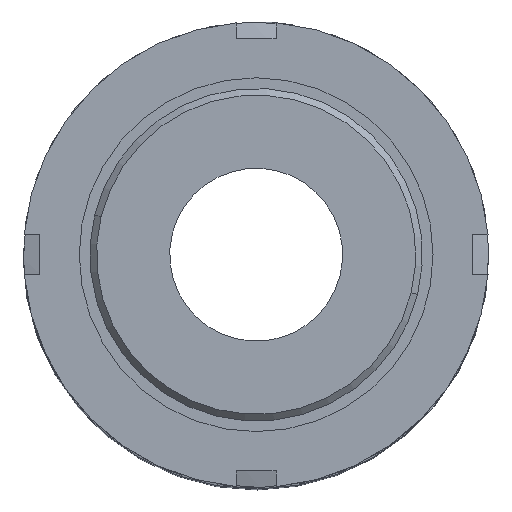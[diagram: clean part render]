
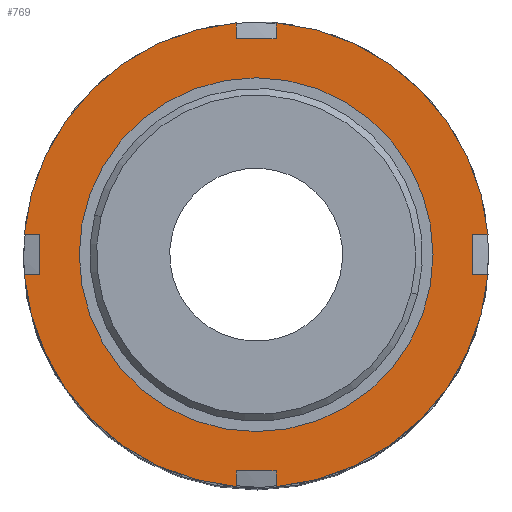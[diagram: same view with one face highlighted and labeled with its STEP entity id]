
A CAD part, front view. The second image highlights one B-rep face of the part: STEP entity #769.
In plain terms, the highlighted planar face has unit normal (0, -1, 0).
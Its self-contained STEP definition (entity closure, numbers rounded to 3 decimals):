
#5 = VECTOR ( 'NONE', #1893, 1000. ) ;
#8 = DIRECTION ( 'NONE',  ( -1., 0., 0. ) ) ;
#16 = CARTESIAN_POINT ( 'NONE',  ( 3., -23.269, 34.871 ) ) ;
#65 = CARTESIAN_POINT ( 'NONE',  ( 0., -23.269, 0. ) ) ;
#101 = CARTESIAN_POINT ( 'NONE',  ( 0., -23.269, 32.5 ) ) ;
#109 = ORIENTED_EDGE ( 'NONE', *, *, #245, .F. ) ;
#117 = CARTESIAN_POINT ( 'NONE',  ( 0., -23.269, 0. ) ) ;
#133 = CARTESIAN_POINT ( 'NONE',  ( -32.5, -23.269, 3. ) ) ;
#180 = LINE ( 'NONE', #1270, #855 ) ;
#195 = CIRCLE ( 'NONE', #447, 35. ) ;
#212 = CARTESIAN_POINT ( 'NONE',  ( 0., -23.269, -32.5 ) ) ;
#217 = DIRECTION ( 'NONE',  ( 0., 0., -1. ) ) ;
#223 = EDGE_LOOP ( 'NONE', ( #1211, #817, #1805, #1171, #1138, #958, #610, #2266, #3227, #2743, #3122, #350, #2736, #109, #869, #1981 ) ) ;
#245 = EDGE_CURVE ( 'NONE', #1229, #1899, #277, .T. ) ;
#253 = CARTESIAN_POINT ( 'NONE',  ( -3., -23.269, -32.5 ) ) ;
#269 = VECTOR ( 'NONE', #3317, 1000. ) ;
#277 = LINE ( 'NONE', #101, #5 ) ;
#316 = DIRECTION ( 'NONE',  ( -1., 0., 0. ) ) ;
#336 = VECTOR ( 'NONE', #2692, 1000. ) ;
#343 = DIRECTION ( 'NONE',  ( -1., 0., 0. ) ) ;
#350 = ORIENTED_EDGE ( 'NONE', *, *, #1219, .F. ) ;
#390 = ORIENTED_EDGE ( 'NONE', *, *, #503, .T. ) ;
#403 = EDGE_CURVE ( 'NONE', #1313, #2896, #410, .T. ) ;
#410 = LINE ( 'NONE', #3223, #2231 ) ;
#418 = LINE ( 'NONE', #1909, #336 ) ;
#447 = AXIS2_PLACEMENT_3D ( 'NONE', #117, #1574, #1895 ) ;
#450 = VERTEX_POINT ( 'NONE', #1980 ) ;
#503 = EDGE_CURVE ( 'NONE', #1541, #1106, #2849, .T. ) ;
#548 = DIRECTION ( 'NONE',  ( 0., 0., -1. ) ) ;
#577 = VECTOR ( 'NONE', #3247, 1000. ) ;
#588 = AXIS2_PLACEMENT_3D ( 'NONE', #719, #970, #2780 ) ;
#610 = ORIENTED_EDGE ( 'NONE', *, *, #1784, .T. ) ;
#613 = VERTEX_POINT ( 'NONE', #16 ) ;
#618 = VECTOR ( 'NONE', #782, 1000. ) ;
#719 = CARTESIAN_POINT ( 'NONE',  ( 0., -23.269, 0. ) ) ;
#757 = CARTESIAN_POINT ( 'NONE',  ( -26.6, -23.269, 0. ) ) ;
#769 = ADVANCED_FACE ( 'NONE', ( #1153, #3139 ), #1558, .F. ) ;
#778 = CIRCLE ( 'NONE', #2003, 35. ) ;
#782 = DIRECTION ( 'NONE',  ( 1., 0., 0. ) ) ;
#795 = DIRECTION ( 'NONE',  ( -1., 0., 0. ) ) ;
#810 = DIRECTION ( 'NONE',  ( 0., 1., 0. ) ) ;
#817 = ORIENTED_EDGE ( 'NONE', *, *, #2633, .F. ) ;
#825 = CARTESIAN_POINT ( 'NONE',  ( 0., -23.269, 0. ) ) ;
#848 = CARTESIAN_POINT ( 'NONE',  ( -3., -23.269, 32.5 ) ) ;
#855 = VECTOR ( 'NONE', #548, 1000. ) ;
#869 = ORIENTED_EDGE ( 'NONE', *, *, #2930, .T. ) ;
#903 = LINE ( 'NONE', #1503, #1151 ) ;
#914 = AXIS2_PLACEMENT_3D ( 'NONE', #2576, #3083, #795 ) ;
#930 = LINE ( 'NONE', #1495, #269 ) ;
#958 = ORIENTED_EDGE ( 'NONE', *, *, #2608, .F. ) ;
#965 = DIRECTION ( 'NONE',  ( 0., 0., 1. ) ) ;
#970 = DIRECTION ( 'NONE',  ( 0., 1., 0. ) ) ;
#992 = CARTESIAN_POINT ( 'NONE',  ( -32.5, -23.269, 0. ) ) ;
#1022 = CARTESIAN_POINT ( 'NONE',  ( 26.6, -23.269, -3. ) ) ;
#1063 = CIRCLE ( 'NONE', #1143, 26.6 ) ;
#1079 = EDGE_CURVE ( 'NONE', #2903, #2184, #903, .T. ) ;
#1092 = EDGE_CURVE ( 'NONE', #1528, #1445, #2186, .T. ) ;
#1103 = EDGE_CURVE ( 'NONE', #2285, #450, #2798, .T. ) ;
#1106 = VERTEX_POINT ( 'NONE', #757 ) ;
#1138 = ORIENTED_EDGE ( 'NONE', *, *, #1079, .F. ) ;
#1143 = AXIS2_PLACEMENT_3D ( 'NONE', #825, #810, #1593 ) ;
#1151 = VECTOR ( 'NONE', #217, 1000. ) ;
#1153 = FACE_BOUND ( 'NONE', #3192, .T. ) ;
#1171 = ORIENTED_EDGE ( 'NONE', *, *, #1285, .F. ) ;
#1199 = EDGE_CURVE ( 'NONE', #1106, #1541, #1063, .T. ) ;
#1211 = ORIENTED_EDGE ( 'NONE', *, *, #403, .F. ) ;
#1219 = EDGE_CURVE ( 'NONE', #613, #2174, #778, .T. ) ;
#1229 = VERTEX_POINT ( 'NONE', #848 ) ;
#1241 = LINE ( 'NONE', #2975, #577 ) ;
#1270 = CARTESIAN_POINT ( 'NONE',  ( 3., -23.269, 0. ) ) ;
#1280 = LINE ( 'NONE', #3144, #618 ) ;
#1282 = VERTEX_POINT ( 'NONE', #2661 ) ;
#1283 = DIRECTION ( 'NONE',  ( -1., 0., 0. ) ) ;
#1285 = EDGE_CURVE ( 'NONE', #2184, #450, #195, .T. ) ;
#1313 = VERTEX_POINT ( 'NONE', #133 ) ;
#1359 = VECTOR ( 'NONE', #3285, 1000. ) ;
#1393 = CARTESIAN_POINT ( 'NONE',  ( 34.871, -23.269, -3. ) ) ;
#1430 = CARTESIAN_POINT ( 'NONE',  ( 3., -23.269, 32.5 ) ) ;
#1438 = VERTEX_POINT ( 'NONE', #3271 ) ;
#1445 = VERTEX_POINT ( 'NONE', #2431 ) ;
#1495 = CARTESIAN_POINT ( 'NONE',  ( -3., -23.269, 0. ) ) ;
#1496 = DIRECTION ( 'NONE',  ( 1., 0., 0. ) ) ;
#1503 = CARTESIAN_POINT ( 'NONE',  ( -3., -23.269, 0. ) ) ;
#1528 = VERTEX_POINT ( 'NONE', #1393 ) ;
#1535 = VECTOR ( 'NONE', #8, 1000. ) ;
#1541 = VERTEX_POINT ( 'NONE', #2171 ) ;
#1558 = PLANE ( 'NONE',  #1961 ) ;
#1573 = CARTESIAN_POINT ( 'NONE',  ( -32.5, -23.269, -3. ) ) ;
#1574 = DIRECTION ( 'NONE',  ( 0., 1., 0. ) ) ;
#1593 = DIRECTION ( 'NONE',  ( -1., 0., 0. ) ) ;
#1610 = VERTEX_POINT ( 'NONE', #2509 ) ;
#1778 = EDGE_CURVE ( 'NONE', #1438, #1528, #2094, .T. ) ;
#1784 = EDGE_CURVE ( 'NONE', #1610, #1445, #180, .T. ) ;
#1805 = ORIENTED_EDGE ( 'NONE', *, *, #1103, .T. ) ;
#1893 = DIRECTION ( 'NONE',  ( 1., 0., 0. ) ) ;
#1895 = DIRECTION ( 'NONE',  ( -1., 0., 0. ) ) ;
#1899 = VERTEX_POINT ( 'NONE', #1430 ) ;
#1909 = CARTESIAN_POINT ( 'NONE',  ( 32.5, -23.269, 0. ) ) ;
#1954 = EDGE_CURVE ( 'NONE', #1899, #613, #1241, .T. ) ;
#1961 = AXIS2_PLACEMENT_3D ( 'NONE', #2598, #2610, #1283 ) ;
#1980 = CARTESIAN_POINT ( 'NONE',  ( -34.871, -23.269, -3. ) ) ;
#1981 = ORIENTED_EDGE ( 'NONE', *, *, #2127, .F. ) ;
#2003 = AXIS2_PLACEMENT_3D ( 'NONE', #2114, #2619, #343 ) ;
#2043 = LINE ( 'NONE', #212, #1359 ) ;
#2094 = LINE ( 'NONE', #2596, #2908 ) ;
#2114 = CARTESIAN_POINT ( 'NONE',  ( 0., -23.269, 0. ) ) ;
#2118 = DIRECTION ( 'NONE',  ( 0., 1., 0. ) ) ;
#2127 = EDGE_CURVE ( 'NONE', #2896, #2834, #2290, .T. ) ;
#2171 = CARTESIAN_POINT ( 'NONE',  ( 26.6, -23.269, 0. ) ) ;
#2174 = VERTEX_POINT ( 'NONE', #2544 ) ;
#2184 = VERTEX_POINT ( 'NONE', #2272 ) ;
#2186 = CIRCLE ( 'NONE', #914, 35. ) ;
#2231 = VECTOR ( 'NONE', #2961, 1000. ) ;
#2245 = EDGE_CURVE ( 'NONE', #1282, #2174, #1280, .T. ) ;
#2247 = CARTESIAN_POINT ( 'NONE',  ( -34.871, -23.269, 3. ) ) ;
#2266 = ORIENTED_EDGE ( 'NONE', *, *, #1092, .F. ) ;
#2272 = CARTESIAN_POINT ( 'NONE',  ( -3., -23.269, -34.871 ) ) ;
#2285 = VERTEX_POINT ( 'NONE', #1573 ) ;
#2290 = CIRCLE ( 'NONE', #588, 35. ) ;
#2372 = EDGE_CURVE ( 'NONE', #1282, #1438, #418, .T. ) ;
#2431 = CARTESIAN_POINT ( 'NONE',  ( 3., -23.269, -34.871 ) ) ;
#2509 = CARTESIAN_POINT ( 'NONE',  ( 3., -23.269, -32.5 ) ) ;
#2515 = ORIENTED_EDGE ( 'NONE', *, *, #1199, .T. ) ;
#2544 = CARTESIAN_POINT ( 'NONE',  ( 34.871, -23.269, 3. ) ) ;
#2576 = CARTESIAN_POINT ( 'NONE',  ( 0., -23.269, 0. ) ) ;
#2596 = CARTESIAN_POINT ( 'NONE',  ( 26.6, -23.269, -3. ) ) ;
#2598 = CARTESIAN_POINT ( 'NONE',  ( 26.6, -23.269, 0. ) ) ;
#2608 = EDGE_CURVE ( 'NONE', #1610, #2903, #2043, .T. ) ;
#2610 = DIRECTION ( 'NONE',  ( 0., 1., 0. ) ) ;
#2619 = DIRECTION ( 'NONE',  ( 0., 1., 0. ) ) ;
#2624 = LINE ( 'NONE', #992, #2659 ) ;
#2633 = EDGE_CURVE ( 'NONE', #2285, #1313, #2624, .T. ) ;
#2659 = VECTOR ( 'NONE', #965, 1000. ) ;
#2661 = CARTESIAN_POINT ( 'NONE',  ( 32.5, -23.269, 3. ) ) ;
#2692 = DIRECTION ( 'NONE',  ( 0., 0., -1. ) ) ;
#2736 = ORIENTED_EDGE ( 'NONE', *, *, #1954, .F. ) ;
#2743 = ORIENTED_EDGE ( 'NONE', *, *, #2372, .F. ) ;
#2780 = DIRECTION ( 'NONE',  ( -1., 0., 0. ) ) ;
#2798 = LINE ( 'NONE', #1022, #1535 ) ;
#2811 = CARTESIAN_POINT ( 'NONE',  ( -3., -23.269, 34.871 ) ) ;
#2834 = VERTEX_POINT ( 'NONE', #2811 ) ;
#2849 = CIRCLE ( 'NONE', #3057, 26.6 ) ;
#2896 = VERTEX_POINT ( 'NONE', #2247 ) ;
#2903 = VERTEX_POINT ( 'NONE', #253 ) ;
#2908 = VECTOR ( 'NONE', #1496, 1000. ) ;
#2930 = EDGE_CURVE ( 'NONE', #1229, #2834, #930, .T. ) ;
#2961 = DIRECTION ( 'NONE',  ( -1., 0., 0. ) ) ;
#2975 = CARTESIAN_POINT ( 'NONE',  ( 3., -23.269, 0. ) ) ;
#3057 = AXIS2_PLACEMENT_3D ( 'NONE', #65, #2118, #316 ) ;
#3083 = DIRECTION ( 'NONE',  ( 0., 1., 0. ) ) ;
#3122 = ORIENTED_EDGE ( 'NONE', *, *, #2245, .T. ) ;
#3139 = FACE_OUTER_BOUND ( 'NONE', #223, .T. ) ;
#3144 = CARTESIAN_POINT ( 'NONE',  ( 26.6, -23.269, 3. ) ) ;
#3192 = EDGE_LOOP ( 'NONE', ( #2515, #390 ) ) ;
#3223 = CARTESIAN_POINT ( 'NONE',  ( 26.6, -23.269, 3. ) ) ;
#3227 = ORIENTED_EDGE ( 'NONE', *, *, #1778, .F. ) ;
#3247 = DIRECTION ( 'NONE',  ( 0., 0., 1. ) ) ;
#3271 = CARTESIAN_POINT ( 'NONE',  ( 32.5, -23.269, -3. ) ) ;
#3285 = DIRECTION ( 'NONE',  ( -1., 0., 0. ) ) ;
#3317 = DIRECTION ( 'NONE',  ( 0., 0., 1. ) ) ;
